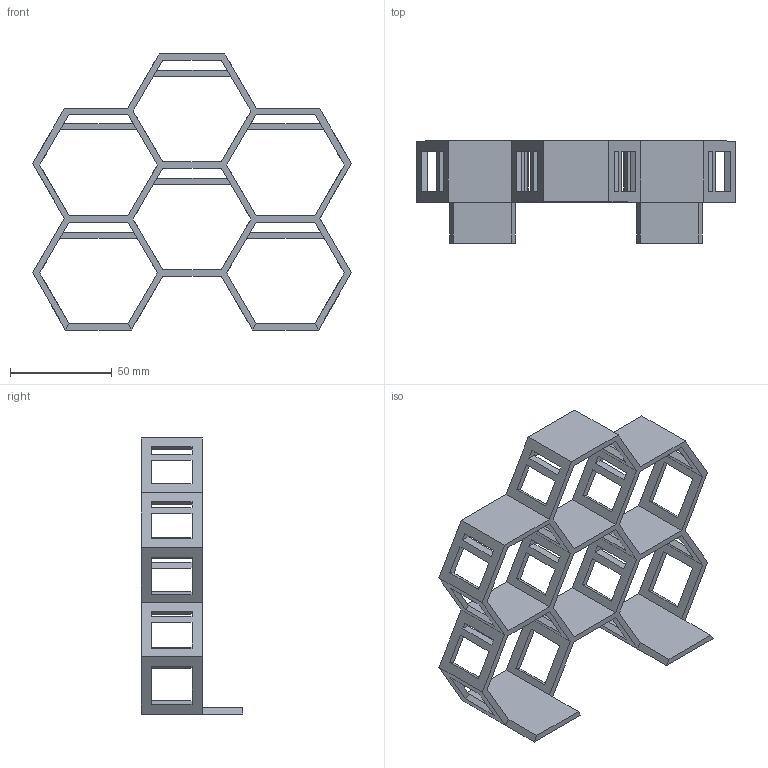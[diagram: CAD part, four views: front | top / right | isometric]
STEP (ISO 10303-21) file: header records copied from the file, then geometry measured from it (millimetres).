
FILE_DESCRIPTION(/* description */ (''),/* implementation_level */ '2;1');
FILE_NAME(/* name */ 'Estande v1.step',/* time_stamp */ '2024-10-22T14:23:42-03:00',/* author */ (''),/* organization */ (''),/* preprocessor_version */ 'ST-DEVELOPER v20',/* originating_system */ 'Autodesk Translation Framework v13.20.0.188',/* authorisation */ '');
FILE_SCHEMA (('AUTOMOTIVE_DESIGN { 1 0 10303 214 3 1 1 }'));
Length unit declared in the file: millimetre
Products named in the file (1): Estande
Bounding box: 156.46 x 50 x 135.5 mm (x, y, z)
Volume: 57973.2 mm3; surface area: 50475.2 mm2
Topology: 1 solids, 1 shells, 200 faces, 610 edges, 404 vertices
Faces by surface type: plane 200
Entity records: 6878 total; most frequent: ORIENTED_EDGE 1220, CARTESIAN_POINT 1215, DIRECTION 1012, LINE 610, VECTOR 610, EDGE_CURVE 610, VERTEX_POINT 404, EDGE_LOOP 276
